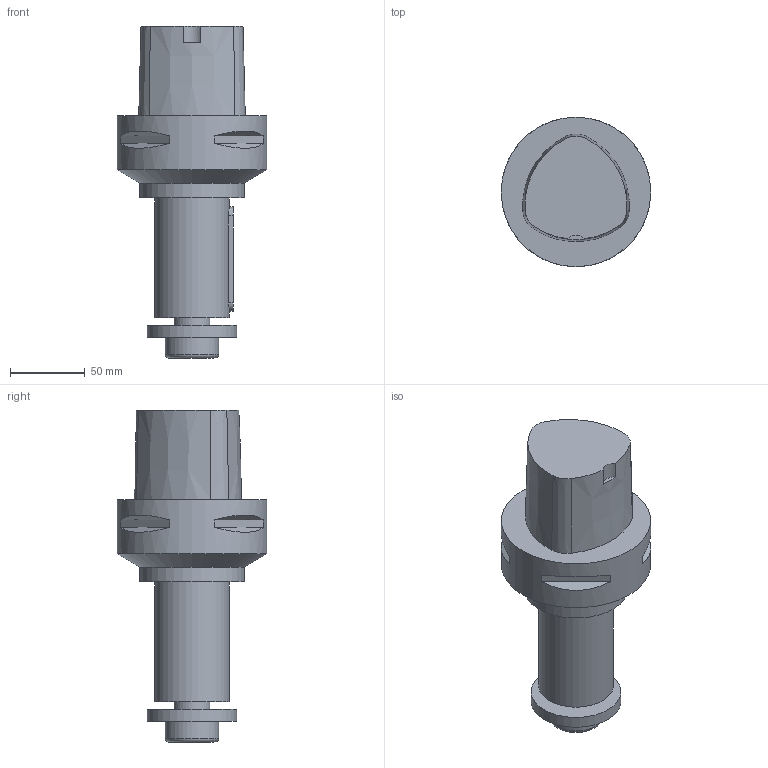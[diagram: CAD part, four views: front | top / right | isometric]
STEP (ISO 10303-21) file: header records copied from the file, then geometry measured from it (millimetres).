
FILE_DESCRIPTION(/* description */ ('3-D model version:1'),/* implementation_level */ '2;1');
FILE_NAME(/* name */ 'C10-391.10-50055',/* time_stamp */ '2016-12-02T13:58:28',/* author */ ('InteractiveCad'),/* organization */ ('AB Sandvik Coromant'),/* preprocessor_version */ 'ST-DEVELOPER v11',/* originating_system */ 'SIEMENS UGS NX 6.0',/* authorization */ '');
FILE_SCHEMA(('AUTOMOTIVE_DESIGN'));
Length unit declared in the file: millimetre
Products named in the file (1): C10_391.10_50055_634630763070767820_1_stp
Bounding box: 100 x 100 x 222 mm (x, y, z)
Volume: 789101.2 mm3; surface area: 66676 mm2
Topology: 1 solids, 1 shells, 52 faces, 116 edges, 77 vertices
Faces by surface type: plane 32, cylinder 11, cone 8, torus 1
Full cylindrical faces by diameter (mm): 24 x1, 35.8 x1, 50 x1, 60 x1, 70 x1, 100 x1
Entity records: 1510 total; most frequent: CARTESIAN_POINT 287, DIRECTION 248, ORIENTED_EDGE 206, EDGE_CURVE 103, AXIS2_PLACEMENT_3D 99, VERTEX_POINT 74, EDGE_LOOP 72, ADVANCED_FACE 52
